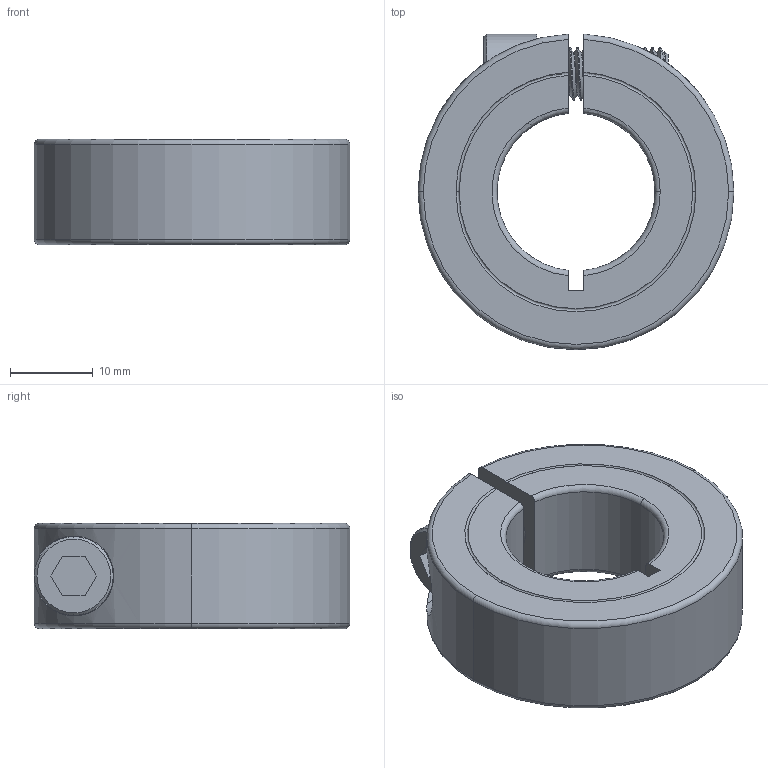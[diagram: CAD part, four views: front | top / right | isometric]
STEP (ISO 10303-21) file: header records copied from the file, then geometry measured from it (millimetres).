
FILE_DESCRIPTION (( 'STEP AP203' ), '1' );
FILE_NAME ('6435K16.step', '2013-04-30T20:29:08', ( '' ), ( '' ), 'SwSTEP 2.0', 'SolidWorks 2010', '' );
FILE_SCHEMA (( 'CONFIG_CONTROL_DESIGN' ));
Length unit declared in the file: inch
Products named in the file (1): 6435K16
Bounding box: 38.1 x 38.08 x 12.7 mm (x, y, z)
Volume: 10294.5 mm3; surface area: 5314.1 mm2
Topology: 2 solids, 2 shells, 91 faces, 244 edges, 160 vertices
Faces by surface type: cylinder 48, plane 20, torus 15, cone 5, bspline 3
Entity records: 5696 total; most frequent: CARTESIAN_POINT 3541, ORIENTED_EDGE 488, DIRECTION 387, EDGE_CURVE 244, VERTEX_POINT 160, AXIS2_PLACEMENT_3D 149, EDGE_LOOP 98, ADVANCED_FACE 91
